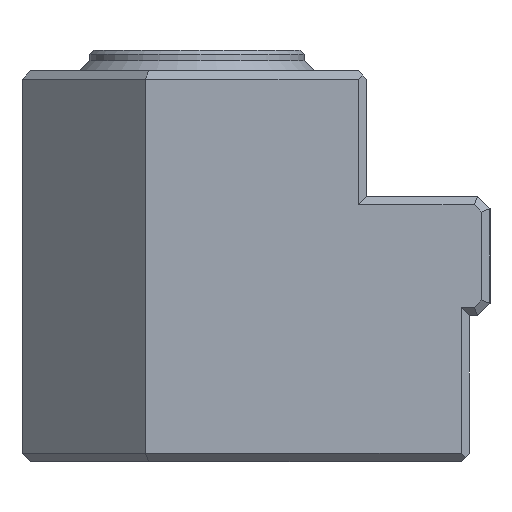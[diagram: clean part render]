
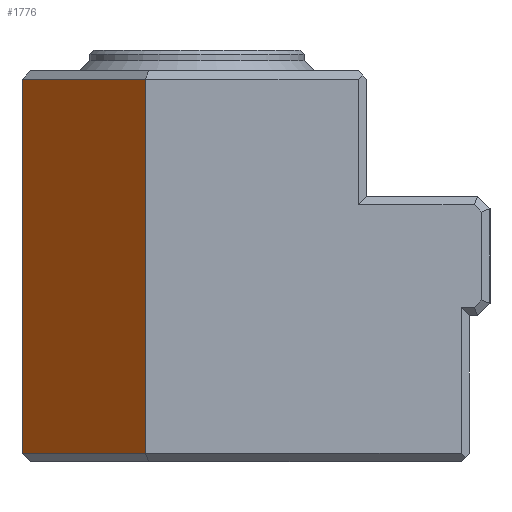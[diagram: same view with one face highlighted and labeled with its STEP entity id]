
A CAD part, left-side view. The second image highlights one B-rep face of the part: STEP entity #1776.
In plain terms, the highlighted planar face has unit normal (-0.707, 0.707, 0).
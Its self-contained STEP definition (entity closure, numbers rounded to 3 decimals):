
#734 = PLANE('',#735);
#735 = AXIS2_PLACEMENT_3D('',#736,#737,#738);
#736 = CARTESIAN_POINT('',(6.141,8.359,-9.3));
#737 = DIRECTION('',(-0.5,0.5,-0.707));
#738 = DIRECTION('',(0.707,0.707,0.)
  );
#1015 = VERTEX_POINT('',#1016);
#1016 = CARTESIAN_POINT('',(6.,8.5,-9.1));
#1075 = PLANE('',#1076);
#1076 = AXIS2_PLACEMENT_3D('',#1077,#1078,#1079);
#1077 = CARTESIAN_POINT('',(60.,8.5,-9.5));
#1078 = DIRECTION('',(0.,1.,0.));
#1079 = DIRECTION('',(0.,0.,1.));
#1091 = EDGE_CURVE('',#1015,#1092,#1094,.T.);
#1092 = VERTEX_POINT('',#1093);
#1093 = CARTESIAN_POINT('',(0.,2.5,-9.1));
#1094 = SURFACE_CURVE('',#1095,(#1099,#1106),.PCURVE_S1.);
#1095 = LINE('',#1096,#1097);
#1096 = CARTESIAN_POINT('',(6.,8.5,-9.1));
#1097 = VECTOR('',#1098,1.);
#1098 = DIRECTION('',(-0.707,-0.707,0.));
#1099 = PCURVE('',#734,#1100);
#1100 = DEFINITIONAL_REPRESENTATION('',(#1101),#1105);
#1101 = LINE('',#1102,#1103);
#1102 = CARTESIAN_POINT('',(0.,-0.283));
#1103 = VECTOR('',#1104,1.);
#1104 = DIRECTION('',(-1.,0.));
#1105 = ( GEOMETRIC_REPRESENTATION_CONTEXT(2) 
PARAMETRIC_REPRESENTATION_CONTEXT() REPRESENTATION_CONTEXT('2D SPACE',''
  ) );
#1106 = PCURVE('',#1107,#1112);
#1107 = PLANE('',#1108);
#1108 = AXIS2_PLACEMENT_3D('',#1109,#1110,#1111);
#1109 = CARTESIAN_POINT('',(3.,5.5,-9.5));
#1110 = DIRECTION('',(0.707,-0.707,0.));
#1111 = DIRECTION('',(0.,0.,1.));
#1112 = DEFINITIONAL_REPRESENTATION('',(#1113),#1117);
#1113 = LINE('',#1114,#1115);
#1114 = CARTESIAN_POINT('',(0.4,-4.243));
#1115 = VECTOR('',#1116,1.);
#1116 = DIRECTION('',(0.,1.));
#1117 = ( GEOMETRIC_REPRESENTATION_CONTEXT(2) 
PARAMETRIC_REPRESENTATION_CONTEXT() REPRESENTATION_CONTEXT('2D SPACE',''
  ) );
#1214 = PLANE('',#1215);
#1215 = AXIS2_PLACEMENT_3D('',#1216,#1217,#1218);
#1216 = CARTESIAN_POINT('',(0.,-8.25,-9.5));
#1217 = DIRECTION('',(1.,0.,0.));
#1218 = DIRECTION('',(0.,0.,1.));
#1634 = EDGE_CURVE('',#1015,#1635,#1637,.T.);
#1635 = VERTEX_POINT('',#1636);
#1636 = CARTESIAN_POINT('',(6.,8.5,9.1));
#1637 = SURFACE_CURVE('',#1638,(#1642,#1649),.PCURVE_S1.);
#1638 = LINE('',#1639,#1640);
#1639 = CARTESIAN_POINT('',(6.,8.5,-9.5));
#1640 = VECTOR('',#1641,1.);
#1641 = DIRECTION('',(0.,0.,1.));
#1642 = PCURVE('',#1075,#1643);
#1643 = DEFINITIONAL_REPRESENTATION('',(#1644),#1648);
#1644 = LINE('',#1645,#1646);
#1645 = CARTESIAN_POINT('',(0.,-54.));
#1646 = VECTOR('',#1647,1.);
#1647 = DIRECTION('',(1.,0.));
#1648 = ( GEOMETRIC_REPRESENTATION_CONTEXT(2) 
PARAMETRIC_REPRESENTATION_CONTEXT() REPRESENTATION_CONTEXT('2D SPACE',''
  ) );
#1649 = PCURVE('',#1107,#1650);
#1650 = DEFINITIONAL_REPRESENTATION('',(#1651),#1655);
#1651 = LINE('',#1652,#1653);
#1652 = CARTESIAN_POINT('',(0.,-4.243));
#1653 = VECTOR('',#1654,1.);
#1654 = DIRECTION('',(1.,0.));
#1655 = ( GEOMETRIC_REPRESENTATION_CONTEXT(2) 
PARAMETRIC_REPRESENTATION_CONTEXT() REPRESENTATION_CONTEXT('2D SPACE',''
  ) );
#1776 = ADVANCED_FACE('',(#1777),#1107,.F.);
#1777 = FACE_BOUND('',#1778,.F.);
#1778 = EDGE_LOOP('',(#1779,#1780,#1808,#1829));
#1779 = ORIENTED_EDGE('',*,*,#1634,.T.);
#1780 = ORIENTED_EDGE('',*,*,#1781,.T.);
#1781 = EDGE_CURVE('',#1635,#1782,#1784,.T.);
#1782 = VERTEX_POINT('',#1783);
#1783 = CARTESIAN_POINT('',(0.,2.5,9.1));
#1784 = SURFACE_CURVE('',#1785,(#1789,#1796),.PCURVE_S1.);
#1785 = LINE('',#1786,#1787);
#1786 = CARTESIAN_POINT('',(6.,8.5,9.1));
#1787 = VECTOR('',#1788,1.);
#1788 = DIRECTION('',(-0.707,-0.707,0.));
#1789 = PCURVE('',#1107,#1790);
#1790 = DEFINITIONAL_REPRESENTATION('',(#1791),#1795);
#1791 = LINE('',#1792,#1793);
#1792 = CARTESIAN_POINT('',(18.6,-4.243));
#1793 = VECTOR('',#1794,1.);
#1794 = DIRECTION('',(0.,1.));
#1795 = ( GEOMETRIC_REPRESENTATION_CONTEXT(2) 
PARAMETRIC_REPRESENTATION_CONTEXT() REPRESENTATION_CONTEXT('2D SPACE',''
  ) );
#1796 = PCURVE('',#1797,#1802);
#1797 = PLANE('',#1798);
#1798 = AXIS2_PLACEMENT_3D('',#1799,#1800,#1801);
#1799 = CARTESIAN_POINT('',(6.141,8.359,9.3));
#1800 = DIRECTION('',(0.5,-0.5,-0.707));
#1801 = DIRECTION('',(0.707,0.707,0.)
  );
#1802 = DEFINITIONAL_REPRESENTATION('',(#1803),#1807);
#1803 = LINE('',#1804,#1805);
#1804 = CARTESIAN_POINT('',(0.,-0.283));
#1805 = VECTOR('',#1806,1.);
#1806 = DIRECTION('',(-1.,0.));
#1807 = ( GEOMETRIC_REPRESENTATION_CONTEXT(2) 
PARAMETRIC_REPRESENTATION_CONTEXT() REPRESENTATION_CONTEXT('2D SPACE',''
  ) );
#1808 = ORIENTED_EDGE('',*,*,#1809,.F.);
#1809 = EDGE_CURVE('',#1092,#1782,#1810,.T.);
#1810 = SURFACE_CURVE('',#1811,(#1815,#1822),.PCURVE_S1.);
#1811 = LINE('',#1812,#1813);
#1812 = CARTESIAN_POINT('',(0.,2.5,-9.5));
#1813 = VECTOR('',#1814,1.);
#1814 = DIRECTION('',(0.,0.,1.));
#1815 = PCURVE('',#1107,#1816);
#1816 = DEFINITIONAL_REPRESENTATION('',(#1817),#1821);
#1817 = LINE('',#1818,#1819);
#1818 = CARTESIAN_POINT('',(0.,4.243));
#1819 = VECTOR('',#1820,1.);
#1820 = DIRECTION('',(1.,0.));
#1821 = ( GEOMETRIC_REPRESENTATION_CONTEXT(2) 
PARAMETRIC_REPRESENTATION_CONTEXT() REPRESENTATION_CONTEXT('2D SPACE',''
  ) );
#1822 = PCURVE('',#1214,#1823);
#1823 = DEFINITIONAL_REPRESENTATION('',(#1824),#1828);
#1824 = LINE('',#1825,#1826);
#1825 = CARTESIAN_POINT('',(0.,-10.75));
#1826 = VECTOR('',#1827,1.);
#1827 = DIRECTION('',(1.,0.));
#1828 = ( GEOMETRIC_REPRESENTATION_CONTEXT(2) 
PARAMETRIC_REPRESENTATION_CONTEXT() REPRESENTATION_CONTEXT('2D SPACE',''
  ) );
#1829 = ORIENTED_EDGE('',*,*,#1091,.F.);
